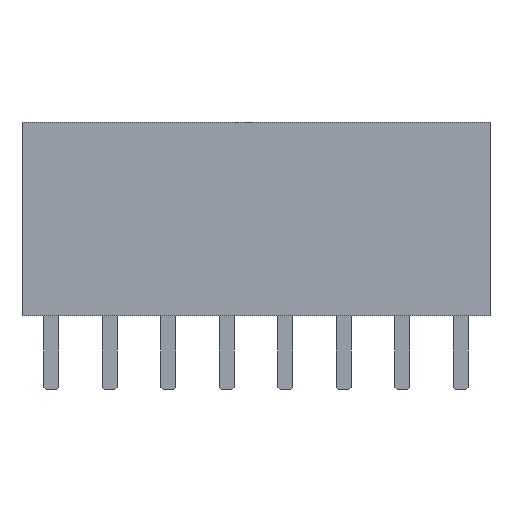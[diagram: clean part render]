
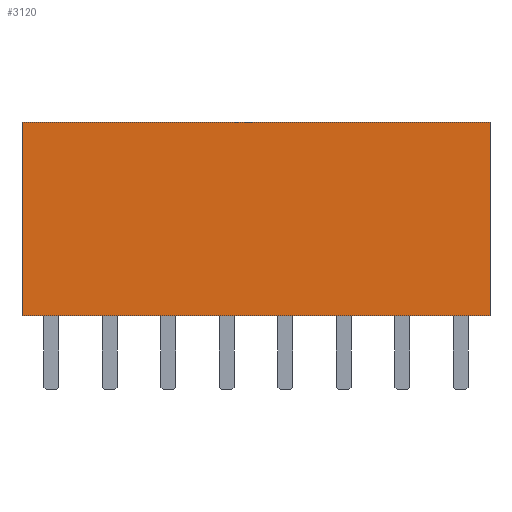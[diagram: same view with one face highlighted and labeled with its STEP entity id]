
A CAD part, front view. The second image highlights one B-rep face of the part: STEP entity #3120.
In plain terms, the highlighted planar face has unit normal (0, -1, 0).
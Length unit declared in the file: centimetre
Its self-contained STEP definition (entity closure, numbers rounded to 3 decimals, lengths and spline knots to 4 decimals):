
#362=VERTEX_POINT('',#4275);
#363=VERTEX_POINT('',#4277);
#377=VERTEX_POINT('',#4312);
#492=VERTEX_POINT('',#4728);
#684=VECTOR('',#3556,1.);
#701=VECTOR('',#3577,1.);
#902=VECTOR('',#3878,1.);
#903=VECTOR('',#3879,1.);
#1096=LINE('',#4276,#684);
#1113=LINE('',#4311,#701);
#1314=LINE('',#4727,#902);
#1315=LINE('',#4729,#903);
#1508=EDGE_CURVE('',#363,#362,#1096,.T.);
#1525=EDGE_CURVE('',#377,#363,#1113,.T.);
#1726=EDGE_CURVE('',#492,#362,#1314,.T.);
#1727=EDGE_CURVE('',#492,#377,#1315,.T.);
#2509=ORIENTED_EDGE('',*,*,#1508,.T.);
#2510=ORIENTED_EDGE('',*,*,#1726,.F.);
#2511=ORIENTED_EDGE('',*,*,#1727,.T.);
#2512=ORIENTED_EDGE('',*,*,#1525,.T.);
#2740=EDGE_LOOP('',(#2509,#2510,#2511,#2512));
#2938=FACE_BOUND('',#2740,.T.);
#3120=ADVANCED_FACE('',(#2938),#4904,.T.);
#3294=AXIS2_PLACEMENT_3D('',#4726,#3877,$);
#3556=DIRECTION('',(-1.,0.,0.));
#3577=DIRECTION('',(0.,0.,1.));
#3877=DIRECTION('',(0.,-1.,0.));
#3878=DIRECTION('',(0.,0.,1.));
#3879=DIRECTION('',(1.,0.,0.));
#4275=CARTESIAN_POINT('',(-0.127,-0.127,0.84));
#4276=CARTESIAN_POINT('',(1.651,-0.127,0.84));
#4277=CARTESIAN_POINT('',(1.905,-0.127,0.84));
#4311=CARTESIAN_POINT('',(1.905,-0.127,0.));
#4312=CARTESIAN_POINT('',(1.905,-0.127,0.));
#4726=CARTESIAN_POINT('',(0.,-0.127,0.));
#4727=CARTESIAN_POINT('',(-0.127,-0.127,0.));
#4728=CARTESIAN_POINT('',(-0.127,-0.127,0.));
#4729=CARTESIAN_POINT('',(-0.127,-0.127,0.));
#4904=PLANE('',#3294);
